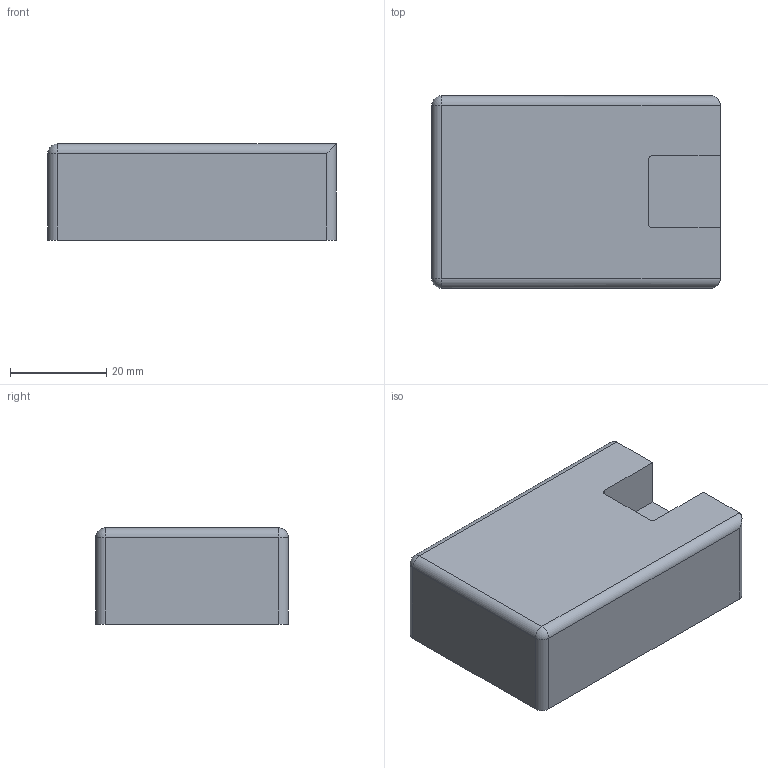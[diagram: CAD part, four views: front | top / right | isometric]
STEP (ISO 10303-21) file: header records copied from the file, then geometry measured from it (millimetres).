
FILE_DESCRIPTION((''),'2;1');
FILE_NAME('DEMO_PART','2014-09-03T',('Vinson'),(''),'PRO/ENGINEER BY PARAMETRIC TECHNOLOGY CORPORATION, 2010480','PRO/ENGINEER BY PARAMETRIC TECHNOLOGY CORPORATION, 2010480','');
FILE_SCHEMA(('AUTOMOTIVE_DESIGN_CC2 { 1 2 10303 214 -1 1 5 2 }'));
Length unit declared in the file: millimetre
Products named in the file (1): DEMO_PART
Bounding box: 60 x 40 x 20 mm (x, y, z)
Volume: 45551.7 mm3; surface area: 8880.6 mm2
Topology: 1 solids, 1 shells, 21 faces, 49 edges, 30 vertices
Faces by surface type: plane 10, cylinder 9, sphere 2
Entity records: 666 total; most frequent: CARTESIAN_POINT 122, DIRECTION 103, ORIENTED_EDGE 98, EDGE_CURVE 49, COLOUR_RGB 44, AXIS2_PLACEMENT_3D 35, VECTOR 33, LINE 33
